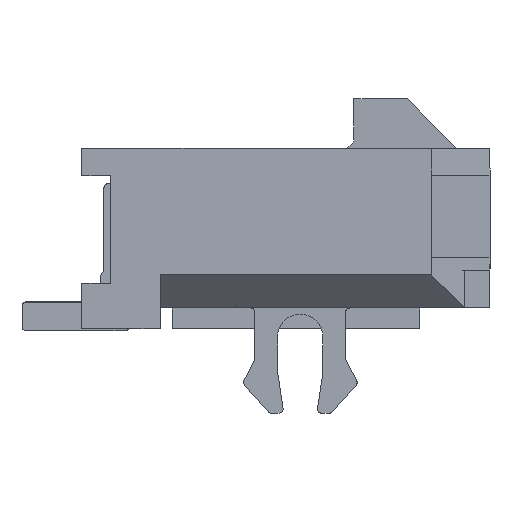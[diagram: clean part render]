
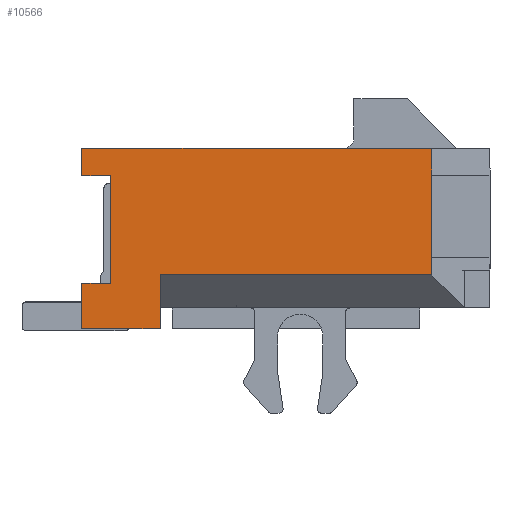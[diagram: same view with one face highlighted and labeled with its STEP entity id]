
A CAD part, front view. The second image highlights one B-rep face of the part: STEP entity #10566.
In plain terms, the highlighted face is planar.
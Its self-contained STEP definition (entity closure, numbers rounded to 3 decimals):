
#1046=ORIENTED_EDGE('',*,*,#3103,.T.);
#1047=ORIENTED_EDGE('',*,*,#3084,.T.);
#1048=ORIENTED_EDGE('',*,*,#3122,.F.);
#1049=ORIENTED_EDGE('',*,*,#2970,.T.);
#1050=ORIENTED_EDGE('',*,*,#3072,.F.);
#1051=ORIENTED_EDGE('',*,*,#3029,.F.);
#1052=ORIENTED_EDGE('',*,*,#3062,.F.);
#1053=ORIENTED_EDGE('',*,*,#3123,.T.);
#1054=ORIENTED_EDGE('',*,*,#3101,.T.);
#1055=ORIENTED_EDGE('',*,*,#2979,.T.);
#1056=ORIENTED_EDGE('',*,*,#2982,.T.);
#1057=ORIENTED_EDGE('',*,*,#2985,.T.);
#2970=EDGE_CURVE('',#4026,#4029,#4808,.T.);
#2979=EDGE_CURVE('',#4034,#4037,#4817,.T.);
#2982=EDGE_CURVE('',#4037,#4039,#4820,.T.);
#2985=EDGE_CURVE('',#4039,#4041,#4823,.T.);
#3029=EDGE_CURVE('',#4070,#4071,#4867,.T.);
#3062=EDGE_CURVE('',#4091,#4070,#4896,.T.);
#3072=EDGE_CURVE('',#4071,#4029,#4906,.T.);
#3084=EDGE_CURVE('',#4104,#4105,#4918,.T.);
#3101=EDGE_CURVE('',#4114,#4034,#4935,.T.);
#3103=EDGE_CURVE('',#4041,#4104,#4937,.T.);
#3122=EDGE_CURVE('',#4026,#4105,#4956,.T.);
#3123=EDGE_CURVE('',#4091,#4114,#4957,.T.);
#4026=VERTEX_POINT('',#14405);
#4029=VERTEX_POINT('',#14411);
#4034=VERTEX_POINT('',#14425);
#4037=VERTEX_POINT('',#14430);
#4039=VERTEX_POINT('',#14436);
#4041=VERTEX_POINT('',#14442);
#4070=VERTEX_POINT('',#14532);
#4071=VERTEX_POINT('',#14534);
#4091=VERTEX_POINT('',#14600);
#4104=VERTEX_POINT('',#14642);
#4105=VERTEX_POINT('',#14643);
#4114=VERTEX_POINT('',#14673);
#4808=LINE('',#14412,#5783);
#4817=LINE('',#14431,#5792);
#4820=LINE('',#14437,#5795);
#4823=LINE('',#14443,#5798);
#4867=LINE('',#14533,#5842);
#4896=LINE('',#14599,#5871);
#4906=LINE('',#14618,#5881);
#4918=LINE('',#14641,#5893);
#4935=LINE('',#14672,#5910);
#4937=LINE('',#14676,#5912);
#4956=LINE('',#14714,#5931);
#4957=LINE('',#14715,#5932);
#5783=VECTOR('',#12074,1000.);
#5792=VECTOR('',#12087,1000.);
#5795=VECTOR('',#12092,1000.);
#5798=VECTOR('',#12097,1000.);
#5842=VECTOR('',#12175,1000.);
#5871=VECTOR('',#12238,1000.);
#5881=VECTOR('',#12256,1000.);
#5893=VECTOR('',#12274,1000.);
#5910=VECTOR('',#12299,1000.);
#5912=VECTOR('',#12303,1000.);
#5931=VECTOR('',#12330,1000.);
#5932=VECTOR('',#12331,1000.);
#6517=EDGE_LOOP('',(#1046,#1047,#1048,#1049,#1050,#1051,#1052,#1053,#1054,
#1055,#1056,#1057));
#6942=FACE_BOUND('',#6517,.T.);
#7363=PLANE('',#11022);
#10566=ADVANCED_FACE('',(#6942),#7363,.T.);
#11022=AXIS2_PLACEMENT_3D('',#14713,#12328,#12329);
#12074=DIRECTION('',(0.,-1.,0.));
#12087=DIRECTION('',(0.,-1.,0.));
#12092=DIRECTION('',(0.,0.,-1.));
#12097=DIRECTION('',(0.,1.,0.));
#12175=DIRECTION('',(0.,0.,-1.));
#12238=DIRECTION('',(0.,0.,-1.));
#12256=DIRECTION('',(0.,0.,-1.));
#12274=DIRECTION('',(0.,-1.,0.));
#12299=DIRECTION('',(0.,0.,-1.));
#12303=DIRECTION('',(0.,0.,-1.));
#12328=DIRECTION('',(-1.,0.,0.));
#12329=DIRECTION('',(0.,0.,1.));
#12330=DIRECTION('',(0.,0.,-1.));
#12331=DIRECTION('',(0.,1.,0.));
#14405=CARTESIAN_POINT('',(-7.825,3.05,-0.885));
#14411=CARTESIAN_POINT('',(-7.825,-3.536,-0.885));
#14412=CARTESIAN_POINT('',(-7.825,0.,-0.885));
#14425=CARTESIAN_POINT('',(-7.825,4.95,1.515));
#14430=CARTESIAN_POINT('',(-7.825,4.25,1.515));
#14431=CARTESIAN_POINT('',(-7.825,0.,1.515));
#14436=CARTESIAN_POINT('',(-7.825,4.25,-1.085));
#14437=CARTESIAN_POINT('',(-7.825,4.25,0.));
#14442=CARTESIAN_POINT('',(-7.825,4.95,-1.085));
#14443=CARTESIAN_POINT('',(-7.825,0.,-1.085));
#14532=CARTESIAN_POINT('',(-7.825,-3.536,1.535));
#14533=CARTESIAN_POINT('',(-7.825,-3.536,1.535));
#14534=CARTESIAN_POINT('',(-7.825,-3.536,-0.465));
#14599=CARTESIAN_POINT('',(-7.825,-3.536,0.));
#14600=CARTESIAN_POINT('',(-7.825,-3.536,2.185));
#14618=CARTESIAN_POINT('',(-7.825,-3.536,0.));
#14641=CARTESIAN_POINT('',(-7.825,4.95,-2.185));
#14642=CARTESIAN_POINT('',(-7.825,4.95,-2.185));
#14643=CARTESIAN_POINT('',(-7.825,3.05,-2.185));
#14672=CARTESIAN_POINT('',(-7.825,4.95,2.185));
#14673=CARTESIAN_POINT('',(-7.825,4.95,2.185));
#14676=CARTESIAN_POINT('',(-7.825,4.95,2.185));
#14713=CARTESIAN_POINT('',(-7.825,0.,0.));
#14714=CARTESIAN_POINT('',(-7.825,3.05,-1.685));
#14715=CARTESIAN_POINT('',(-7.825,-4.95,2.185));
